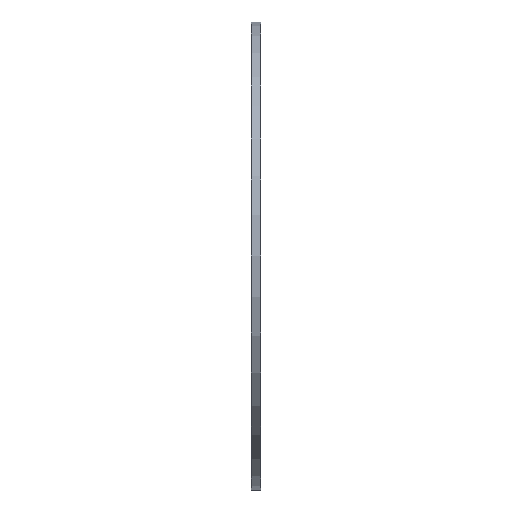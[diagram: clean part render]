
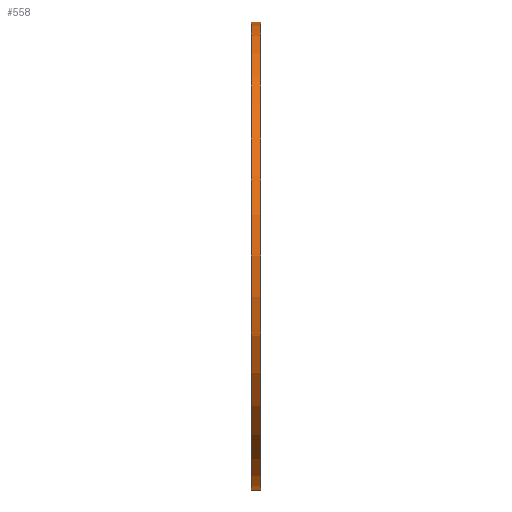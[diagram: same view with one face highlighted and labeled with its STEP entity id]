
A CAD part, front view. The second image highlights one B-rep face of the part: STEP entity #558.
In plain terms, the highlighted cylindrical face has radius 841.375 mm (diameter 1682.75 mm), a partial arc.
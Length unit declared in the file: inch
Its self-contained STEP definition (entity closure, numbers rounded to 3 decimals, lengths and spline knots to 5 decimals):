
#2 = VERTEX_POINT ( 'NONE', #132 ) ;
#22 = CARTESIAN_POINT ( 'NONE',  ( 0.0625, 0., 33.125 ) ) ;
#36 = CARTESIAN_POINT ( 'NONE',  ( 0., 0., -33.125 ) ) ;
#39 = CARTESIAN_POINT ( 'NONE',  ( 0., 0., 33.125 ) ) ;
#132 = CARTESIAN_POINT ( 'NONE',  ( 0.0625, 0., -33.125 ) ) ;
#152 = EDGE_CURVE ( 'NONE', #2, #1051, #1145, .T. ) ;
#194 = CARTESIAN_POINT ( 'NONE',  ( 0.0625, 0., 0. ) ) ;
#199 = CARTESIAN_POINT ( 'NONE',  ( 0., 0., 0. ) ) ;
#205 = EDGE_CURVE ( 'NONE', #1326, #1051, #421, .T. ) ;
#260 = ORIENTED_EDGE ( 'NONE', *, *, #152, .F. ) ;
#294 = LINE ( 'NONE', #36, #708 ) ;
#359 = ORIENTED_EDGE ( 'NONE', *, *, #1043, .F. ) ;
#392 = DIRECTION ( 'NONE',  ( 0., 0., 1. ) ) ;
#418 = CARTESIAN_POINT ( 'NONE',  ( 1.4375, 0., -33.125 ) ) ;
#421 = LINE ( 'NONE', #39, #1465 ) ;
#432 = FACE_OUTER_BOUND ( 'NONE', #1047, .T. ) ;
#439 = CYLINDRICAL_SURFACE ( 'NONE', #1173, 33.125 ) ;
#554 = CIRCLE ( 'NONE', #878, 33.125 ) ;
#558 = ADVANCED_FACE ( 'NONE', ( #432 ), #439, .T. ) ;
#575 = DIRECTION ( 'NONE',  ( -1., 0., 0. ) ) ;
#708 = VECTOR ( 'NONE', #1059, 39.37008 ) ;
#717 = CARTESIAN_POINT ( 'NONE',  ( 1.4375, 0., 33.125 ) ) ;
#815 = DIRECTION ( 'NONE',  ( -1., 0., 0. ) ) ;
#878 = AXIS2_PLACEMENT_3D ( 'NONE', #1032, #1148, #392 ) ;
#930 = DIRECTION ( 'NONE',  ( 0., 0., 1. ) ) ;
#934 = AXIS2_PLACEMENT_3D ( 'NONE', #194, #575, #1088 ) ;
#1028 = VERTEX_POINT ( 'NONE', #418 ) ;
#1032 = CARTESIAN_POINT ( 'NONE',  ( 1.4375, 0., 0. ) ) ;
#1043 = EDGE_CURVE ( 'NONE', #1028, #2, #294, .T. ) ;
#1047 = EDGE_LOOP ( 'NONE', ( #359, #1375, #1236, #260 ) ) ;
#1051 = VERTEX_POINT ( 'NONE', #22 ) ;
#1059 = DIRECTION ( 'NONE',  ( -1., 0., 0. ) ) ;
#1065 = DIRECTION ( 'NONE',  ( -1., 0., 0. ) ) ;
#1088 = DIRECTION ( 'NONE',  ( 0., 0., 1. ) ) ;
#1145 = CIRCLE ( 'NONE', #934, 33.125 ) ;
#1148 = DIRECTION ( 'NONE',  ( -1., 0., 0. ) ) ;
#1173 = AXIS2_PLACEMENT_3D ( 'NONE', #199, #815, #930 ) ;
#1187 = EDGE_CURVE ( 'NONE', #1028, #1326, #554, .T. ) ;
#1236 = ORIENTED_EDGE ( 'NONE', *, *, #205, .T. ) ;
#1326 = VERTEX_POINT ( 'NONE', #717 ) ;
#1375 = ORIENTED_EDGE ( 'NONE', *, *, #1187, .T. ) ;
#1465 = VECTOR ( 'NONE', #1065, 39.37008 ) ;
